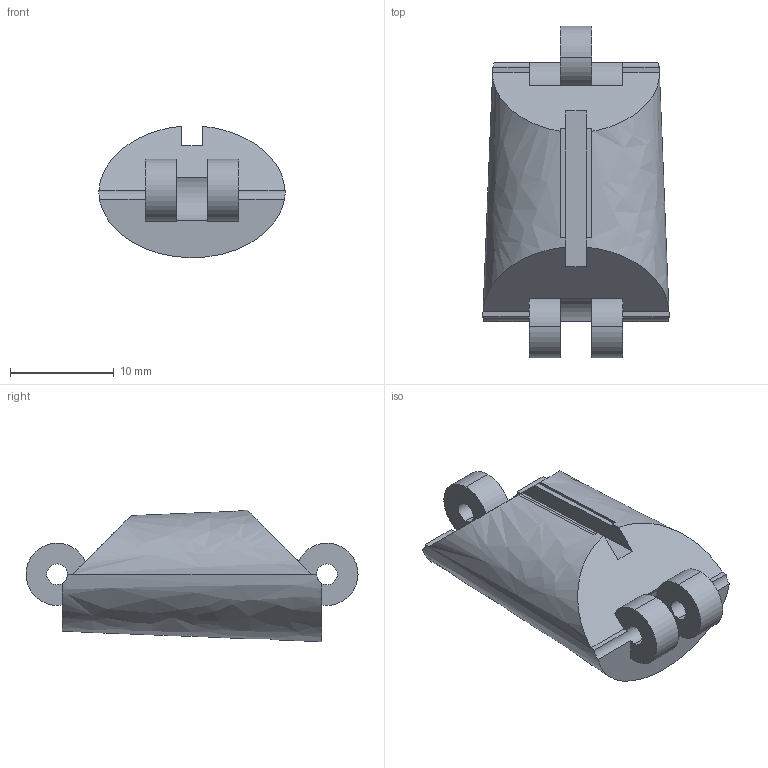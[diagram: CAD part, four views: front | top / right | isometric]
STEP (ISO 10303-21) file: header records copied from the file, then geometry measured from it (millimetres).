
FILE_DESCRIPTION (( 'STEP AP214' ), '1' );
FILE_NAME ('part 2.STEP', '2025-11-24T19:36:53', ( '' ), ( '' ), 'SwSTEP 2.0', 'SolidWorks 2023', '' );
FILE_SCHEMA (( 'AUTOMOTIVE_DESIGN' ));
Length unit declared in the file: millimetre
Products named in the file (1): part 2
Bounding box: 17.96 x 32 x 12.67 mm (x, y, z)
Volume: 3444.4 mm3; surface area: 1646.1 mm2
Topology: 1 solids, 1 shells, 48 faces, 134 edges, 86 vertices
Faces by surface type: plane 25, cylinder 20, bspline 3
Entity records: 2178 total; most frequent: CARTESIAN_POINT 928, ORIENTED_EDGE 268, DIRECTION 244, EDGE_CURVE 134, VERTEX_POINT 86, AXIS2_PLACEMENT_3D 86, LINE 72, VECTOR 72
